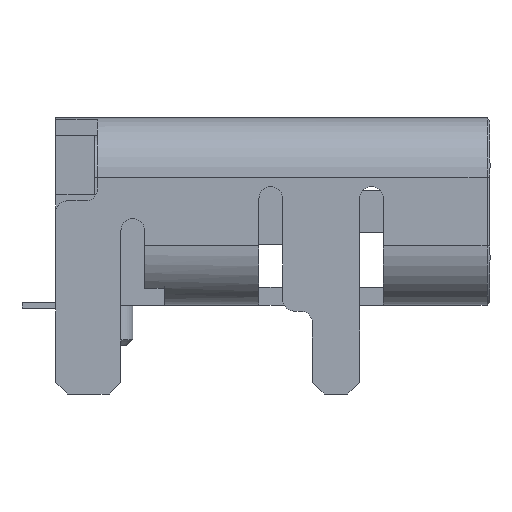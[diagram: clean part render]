
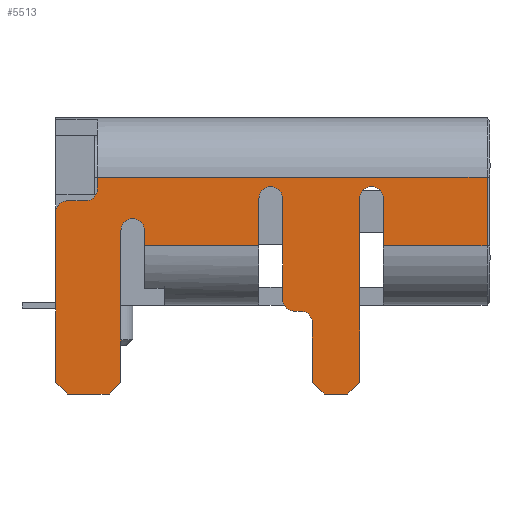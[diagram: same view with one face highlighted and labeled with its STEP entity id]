
A CAD part, left-side view. The second image highlights one B-rep face of the part: STEP entity #5513.
In plain terms, the highlighted planar face has unit normal (-1, 0, 0).
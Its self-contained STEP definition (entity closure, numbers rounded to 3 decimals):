
#5513 = ADVANCED_FACE('',(#5514),#5774,.F.);
#5514 = FACE_BOUND('',#5515,.T.);
#5515 = EDGE_LOOP('',(#5516,#5526,#5535,#5543,#5552,#5560,#5568,#5576,
    #5584,#5592,#5601,#5610,#5618,#5626,#5634,#5642,#5650,#5659,#5667,
    #5676,#5684,#5692,#5700,#5708,#5716,#5725,#5734,#5742,#5750,#5758,
    #5767));
#5516 = ORIENTED_EDGE('',*,*,#5517,.T.);
#5517 = EDGE_CURVE('',#5518,#5520,#5522,.T.);
#5518 = VERTEX_POINT('',#5519);
#5519 = CARTESIAN_POINT('',(-4.47,-0.45,1.8));
#5520 = VERTEX_POINT('',#5521);
#5521 = CARTESIAN_POINT('',(-4.47,-0.45,0.1));
#5522 = LINE('',#5523,#5524);
#5523 = CARTESIAN_POINT('',(-4.47,-0.45,-0.1));
#5524 = VECTOR('',#5525,1.);
#5525 = DIRECTION('',(0.,0.,-1.));
#5526 = ORIENTED_EDGE('',*,*,#5527,.T.);
#5527 = EDGE_CURVE('',#5520,#5528,#5530,.T.);
#5528 = VERTEX_POINT('',#5529);
#5529 = CARTESIAN_POINT('',(-4.47,-0.65,-0.1));
#5530 = CIRCLE('',#5531,0.2);
#5531 = AXIS2_PLACEMENT_3D('',#5532,#5533,#5534);
#5532 = CARTESIAN_POINT('',(-4.47,-0.65,0.1));
#5533 = DIRECTION('',(-1.,0.,-0.));
#5534 = DIRECTION('',(0.,1.,0.));
#5535 = ORIENTED_EDGE('',*,*,#5536,.T.);
#5536 = EDGE_CURVE('',#5528,#5537,#5539,.T.);
#5537 = VERTEX_POINT('',#5538);
#5538 = CARTESIAN_POINT('',(-4.47,-0.75,-0.1));
#5539 = LINE('',#5540,#5541);
#5540 = CARTESIAN_POINT('',(-4.47,-0.95,-0.1));
#5541 = VECTOR('',#5542,1.);
#5542 = DIRECTION('',(0.,-1.,0.));
#5543 = ORIENTED_EDGE('',*,*,#5544,.T.);
#5544 = EDGE_CURVE('',#5537,#5545,#5547,.T.);
#5545 = VERTEX_POINT('',#5546);
#5546 = CARTESIAN_POINT('',(-4.47,-0.95,-0.3));
#5547 = CIRCLE('',#5548,0.2);
#5548 = AXIS2_PLACEMENT_3D('',#5549,#5550,#5551);
#5549 = CARTESIAN_POINT('',(-4.47,-0.75,-0.3));
#5550 = DIRECTION('',(1.,0.,0.));
#5551 = DIRECTION('',(0.,1.,0.));
#5552 = ORIENTED_EDGE('',*,*,#5553,.T.);
#5553 = EDGE_CURVE('',#5545,#5554,#5556,.T.);
#5554 = VERTEX_POINT('',#5555);
#5555 = CARTESIAN_POINT('',(-4.47,-0.95,-1.3));
#5556 = LINE('',#5557,#5558);
#5557 = CARTESIAN_POINT('',(-4.47,-0.95,2.));
#5558 = VECTOR('',#5559,1.);
#5559 = DIRECTION('',(0.,0.,-1.));
#5560 = ORIENTED_EDGE('',*,*,#5561,.T.);
#5561 = EDGE_CURVE('',#5554,#5562,#5564,.T.);
#5562 = VERTEX_POINT('',#5563);
#5563 = CARTESIAN_POINT('',(-4.47,-1.15,-1.5));
#5564 = LINE('',#5565,#5566);
#5565 = CARTESIAN_POINT('',(-4.47,-0.95,-1.3));
#5566 = VECTOR('',#5567,1.);
#5567 = DIRECTION('',(0.,-0.707,-0.707
    ));
#5568 = ORIENTED_EDGE('',*,*,#5569,.F.);
#5569 = EDGE_CURVE('',#5570,#5562,#5572,.T.);
#5570 = VERTEX_POINT('',#5571);
#5571 = CARTESIAN_POINT('',(-4.47,-1.55,-1.5));
#5572 = LINE('',#5573,#5574);
#5573 = CARTESIAN_POINT('',(-4.47,-1.75,-1.5));
#5574 = VECTOR('',#5575,1.);
#5575 = DIRECTION('',(0.,1.,-0.));
#5576 = ORIENTED_EDGE('',*,*,#5577,.T.);
#5577 = EDGE_CURVE('',#5570,#5578,#5580,.T.);
#5578 = VERTEX_POINT('',#5579);
#5579 = CARTESIAN_POINT('',(-4.47,-1.75,-1.3));
#5580 = LINE('',#5581,#5582);
#5581 = CARTESIAN_POINT('',(-4.47,-1.55,-1.5));
#5582 = VECTOR('',#5583,1.);
#5583 = DIRECTION('',(0.,-0.707,0.707)
  );
#5584 = ORIENTED_EDGE('',*,*,#5585,.F.);
#5585 = EDGE_CURVE('',#5586,#5578,#5588,.T.);
#5586 = VERTEX_POINT('',#5587);
#5587 = CARTESIAN_POINT('',(-4.47,-1.75,1.8));
#5588 = LINE('',#5589,#5590);
#5589 = CARTESIAN_POINT('',(-4.47,-1.75,2.));
#5590 = VECTOR('',#5591,1.);
#5591 = DIRECTION('',(0.,0.,-1.));
#5592 = ORIENTED_EDGE('',*,*,#5593,.T.);
#5593 = EDGE_CURVE('',#5586,#5594,#5596,.T.);
#5594 = VERTEX_POINT('',#5595);
#5595 = CARTESIAN_POINT('',(-4.47,-1.95,2.));
#5596 = CIRCLE('',#5597,0.2);
#5597 = AXIS2_PLACEMENT_3D('',#5598,#5599,#5600);
#5598 = CARTESIAN_POINT('',(-4.47,-1.95,1.8));
#5599 = DIRECTION('',(1.,0.,0.));
#5600 = DIRECTION('',(0.,1.,0.));
#5601 = ORIENTED_EDGE('',*,*,#5602,.T.);
#5602 = EDGE_CURVE('',#5594,#5603,#5605,.T.);
#5603 = VERTEX_POINT('',#5604);
#5604 = CARTESIAN_POINT('',(-4.47,-2.15,1.8));
#5605 = CIRCLE('',#5606,0.2);
#5606 = AXIS2_PLACEMENT_3D('',#5607,#5608,#5609);
#5607 = CARTESIAN_POINT('',(-4.47,-1.95,1.8));
#5608 = DIRECTION('',(1.,0.,0.));
#5609 = DIRECTION('',(0.,1.,0.));
#5610 = ORIENTED_EDGE('',*,*,#5611,.T.);
#5611 = EDGE_CURVE('',#5603,#5612,#5614,.T.);
#5612 = VERTEX_POINT('',#5613);
#5613 = CARTESIAN_POINT('',(-4.47,-2.15,1.));
#5614 = LINE('',#5615,#5616);
#5615 = CARTESIAN_POINT('',(-4.47,-2.15,2.));
#5616 = VECTOR('',#5617,1.);
#5617 = DIRECTION('',(0.,0.,-1.));
#5618 = ORIENTED_EDGE('',*,*,#5619,.T.);
#5619 = EDGE_CURVE('',#5612,#5620,#5622,.T.);
#5620 = VERTEX_POINT('',#5621);
#5621 = CARTESIAN_POINT('',(-4.47,-3.9,1.));
#5622 = LINE('',#5623,#5624);
#5623 = CARTESIAN_POINT('',(-4.47,-3.95,1.));
#5624 = VECTOR('',#5625,1.);
#5625 = DIRECTION('',(0.,-1.,0.));
#5626 = ORIENTED_EDGE('',*,*,#5627,.T.);
#5627 = EDGE_CURVE('',#5620,#5628,#5630,.T.);
#5628 = VERTEX_POINT('',#5629);
#5629 = CARTESIAN_POINT('',(-4.47,-3.9,2.16));
#5630 = LINE('',#5631,#5632);
#5631 = CARTESIAN_POINT('',(-4.47,-3.9,3.16));
#5632 = VECTOR('',#5633,1.);
#5633 = DIRECTION('',(0.,0.,1.));
#5634 = ORIENTED_EDGE('',*,*,#5635,.T.);
#5635 = EDGE_CURVE('',#5628,#5636,#5638,.T.);
#5636 = VERTEX_POINT('',#5637);
#5637 = CARTESIAN_POINT('',(-4.47,2.68,2.16));
#5638 = LINE('',#5639,#5640);
#5639 = CARTESIAN_POINT('',(-4.47,3.38,2.16));
#5640 = VECTOR('',#5641,1.);
#5641 = DIRECTION('',(0.,1.,-0.));
#5642 = ORIENTED_EDGE('',*,*,#5643,.T.);
#5643 = EDGE_CURVE('',#5636,#5644,#5646,.T.);
#5644 = VERTEX_POINT('',#5645);
#5645 = CARTESIAN_POINT('',(-4.47,2.68,1.96));
#5646 = LINE('',#5647,#5648);
#5647 = CARTESIAN_POINT('',(-4.47,2.68,3.16));
#5648 = VECTOR('',#5649,1.);
#5649 = DIRECTION('',(0.,0.,-1.));
#5650 = ORIENTED_EDGE('',*,*,#5651,.T.);
#5651 = EDGE_CURVE('',#5644,#5652,#5654,.T.);
#5652 = VERTEX_POINT('',#5653);
#5653 = CARTESIAN_POINT('',(-4.47,2.88,1.76));
#5654 = CIRCLE('',#5655,0.2);
#5655 = AXIS2_PLACEMENT_3D('',#5656,#5657,#5658);
#5656 = CARTESIAN_POINT('',(-4.47,2.88,1.96));
#5657 = DIRECTION('',(1.,0.,0.));
#5658 = DIRECTION('',(0.,1.,0.));
#5659 = ORIENTED_EDGE('',*,*,#5660,.T.);
#5660 = EDGE_CURVE('',#5652,#5661,#5663,.T.);
#5661 = VERTEX_POINT('',#5662);
#5662 = CARTESIAN_POINT('',(-4.47,3.18,1.76));
#5663 = LINE('',#5664,#5665);
#5664 = CARTESIAN_POINT('',(-4.47,3.38,1.76));
#5665 = VECTOR('',#5666,1.);
#5666 = DIRECTION('',(0.,1.,-0.));
#5667 = ORIENTED_EDGE('',*,*,#5668,.T.);
#5668 = EDGE_CURVE('',#5661,#5669,#5671,.T.);
#5669 = VERTEX_POINT('',#5670);
#5670 = CARTESIAN_POINT('',(-4.47,3.38,1.56));
#5671 = CIRCLE('',#5672,0.2);
#5672 = AXIS2_PLACEMENT_3D('',#5673,#5674,#5675);
#5673 = CARTESIAN_POINT('',(-4.47,3.18,1.56));
#5674 = DIRECTION('',(-1.,0.,0.));
#5675 = DIRECTION('',(0.,1.,0.));
#5676 = ORIENTED_EDGE('',*,*,#5677,.T.);
#5677 = EDGE_CURVE('',#5669,#5678,#5680,.T.);
#5678 = VERTEX_POINT('',#5679);
#5679 = CARTESIAN_POINT('',(-4.47,3.38,-1.3));
#5680 = LINE('',#5681,#5682);
#5681 = CARTESIAN_POINT('',(-4.47,3.38,3.16));
#5682 = VECTOR('',#5683,1.);
#5683 = DIRECTION('',(0.,0.,-1.));
#5684 = ORIENTED_EDGE('',*,*,#5685,.T.);
#5685 = EDGE_CURVE('',#5678,#5686,#5688,.T.);
#5686 = VERTEX_POINT('',#5687);
#5687 = CARTESIAN_POINT('',(-4.47,3.18,-1.5));
#5688 = LINE('',#5689,#5690);
#5689 = CARTESIAN_POINT('',(-4.47,3.38,-1.3));
#5690 = VECTOR('',#5691,1.);
#5691 = DIRECTION('',(0.,-0.707,-0.707
    ));
#5692 = ORIENTED_EDGE('',*,*,#5693,.T.);
#5693 = EDGE_CURVE('',#5686,#5694,#5696,.T.);
#5694 = VERTEX_POINT('',#5695);
#5695 = CARTESIAN_POINT('',(-4.47,2.48,-1.5));
#5696 = LINE('',#5697,#5698);
#5697 = CARTESIAN_POINT('',(-4.47,3.38,-1.5));
#5698 = VECTOR('',#5699,1.);
#5699 = DIRECTION('',(0.,-1.,0.));
#5700 = ORIENTED_EDGE('',*,*,#5701,.T.);
#5701 = EDGE_CURVE('',#5694,#5702,#5704,.T.);
#5702 = VERTEX_POINT('',#5703);
#5703 = CARTESIAN_POINT('',(-4.47,2.28,-1.3));
#5704 = LINE('',#5705,#5706);
#5705 = CARTESIAN_POINT('',(-4.47,2.28,-1.3));
#5706 = VECTOR('',#5707,1.);
#5707 = DIRECTION('',(0.,-0.707,0.707)
  );
#5708 = ORIENTED_EDGE('',*,*,#5709,.T.);
#5709 = EDGE_CURVE('',#5702,#5710,#5712,.T.);
#5710 = VERTEX_POINT('',#5711);
#5711 = CARTESIAN_POINT('',(-4.47,2.28,1.26));
#5712 = LINE('',#5713,#5714);
#5713 = CARTESIAN_POINT('',(-4.47,2.28,1.46));
#5714 = VECTOR('',#5715,1.);
#5715 = DIRECTION('',(0.,0.,1.));
#5716 = ORIENTED_EDGE('',*,*,#5717,.T.);
#5717 = EDGE_CURVE('',#5710,#5718,#5720,.T.);
#5718 = VERTEX_POINT('',#5719);
#5719 = CARTESIAN_POINT('',(-4.47,2.08,1.46));
#5720 = CIRCLE('',#5721,0.2);
#5721 = AXIS2_PLACEMENT_3D('',#5722,#5723,#5724);
#5722 = CARTESIAN_POINT('',(-4.47,2.08,1.26));
#5723 = DIRECTION('',(1.,0.,0.));
#5724 = DIRECTION('',(0.,1.,0.));
#5725 = ORIENTED_EDGE('',*,*,#5726,.T.);
#5726 = EDGE_CURVE('',#5718,#5727,#5729,.T.);
#5727 = VERTEX_POINT('',#5728);
#5728 = CARTESIAN_POINT('',(-4.47,1.88,1.26));
#5729 = CIRCLE('',#5730,0.2);
#5730 = AXIS2_PLACEMENT_3D('',#5731,#5732,#5733);
#5731 = CARTESIAN_POINT('',(-4.47,2.08,1.26));
#5732 = DIRECTION('',(1.,0.,0.));
#5733 = DIRECTION('',(0.,1.,0.));
#5734 = ORIENTED_EDGE('',*,*,#5735,.T.);
#5735 = EDGE_CURVE('',#5727,#5736,#5738,.T.);
#5736 = VERTEX_POINT('',#5737);
#5737 = CARTESIAN_POINT('',(-4.47,1.88,1.));
#5738 = LINE('',#5739,#5740);
#5739 = CARTESIAN_POINT('',(-4.47,1.88,1.46));
#5740 = VECTOR('',#5741,1.);
#5741 = DIRECTION('',(0.,-0.,-1.));
#5742 = ORIENTED_EDGE('',*,*,#5743,.T.);
#5743 = EDGE_CURVE('',#5736,#5744,#5746,.T.);
#5744 = VERTEX_POINT('',#5745);
#5745 = CARTESIAN_POINT('',(-4.47,-0.05,1.));
#5746 = LINE('',#5747,#5748);
#5747 = CARTESIAN_POINT('',(-4.47,-3.95,1.));
#5748 = VECTOR('',#5749,1.);
#5749 = DIRECTION('',(0.,-1.,0.));
#5750 = ORIENTED_EDGE('',*,*,#5751,.F.);
#5751 = EDGE_CURVE('',#5752,#5744,#5754,.T.);
#5752 = VERTEX_POINT('',#5753);
#5753 = CARTESIAN_POINT('',(-4.47,-0.05,1.8));
#5754 = LINE('',#5755,#5756);
#5755 = CARTESIAN_POINT('',(-4.47,-0.05,2.));
#5756 = VECTOR('',#5757,1.);
#5757 = DIRECTION('',(0.,0.,-1.));
#5758 = ORIENTED_EDGE('',*,*,#5759,.T.);
#5759 = EDGE_CURVE('',#5752,#5760,#5762,.T.);
#5760 = VERTEX_POINT('',#5761);
#5761 = CARTESIAN_POINT('',(-4.47,-0.25,2.));
#5762 = CIRCLE('',#5763,0.2);
#5763 = AXIS2_PLACEMENT_3D('',#5764,#5765,#5766);
#5764 = CARTESIAN_POINT('',(-4.47,-0.25,1.8));
#5765 = DIRECTION('',(1.,0.,0.));
#5766 = DIRECTION('',(0.,1.,0.));
#5767 = ORIENTED_EDGE('',*,*,#5768,.T.);
#5768 = EDGE_CURVE('',#5760,#5518,#5769,.T.);
#5769 = CIRCLE('',#5770,0.2);
#5770 = AXIS2_PLACEMENT_3D('',#5771,#5772,#5773);
#5771 = CARTESIAN_POINT('',(-4.47,-0.25,1.8));
#5772 = DIRECTION('',(1.,0.,0.));
#5773 = DIRECTION('',(0.,1.,0.));
#5774 = PLANE('',#5775);
#5775 = AXIS2_PLACEMENT_3D('',#5776,#5777,#5778);
#5776 = CARTESIAN_POINT('',(-4.47,-3.95,3.16));
#5777 = DIRECTION('',(1.,0.,0.));
#5778 = DIRECTION('',(0.,1.,0.));
